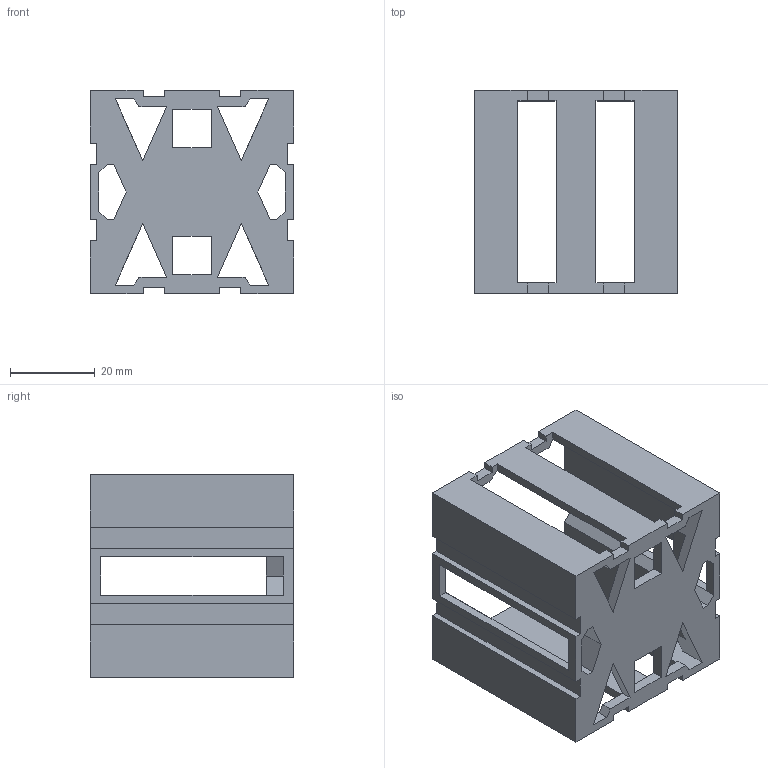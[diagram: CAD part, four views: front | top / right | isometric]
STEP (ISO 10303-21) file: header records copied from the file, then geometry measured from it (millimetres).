
FILE_DESCRIPTION(/* description */ (''),/* implementation_level */ '2;1');
FILE_NAME(/* name */ '6cd0e973-685f-48b1-ac72-dcaff2c5dd59.stp',/* time_stamp */ '2021-12-10T13:38:39+00:00',/* author */ (''),/* organization */ (''),/* preprocessor_version */ 'ST-DEVELOPER v18.1',/* originating_system */ 'Autodesk Translation Framework v10.10.0.1391',/* authorisation */ '');
FILE_SCHEMA (('AUTOMOTIVE_DESIGN { 1 0 10303 214 3 1 1 }'));
Length unit declared in the file: millimetre
Products named in the file (1): 1 Cube Module
Bounding box: 48 x 48 x 48 mm (x, y, z)
Volume: 22162.1 mm3; surface area: 18576.5 mm2
Topology: 1 solids, 1 shells, 137 faces, 426 edges, 276 vertices
Faces by surface type: plane 137
Entity records: 4704 total; most frequent: ORIENTED_EDGE 852, CARTESIAN_POINT 840, DIRECTION 702, LINE 426, VECTOR 426, EDGE_CURVE 426, VERTEX_POINT 276, EDGE_LOOP 150
